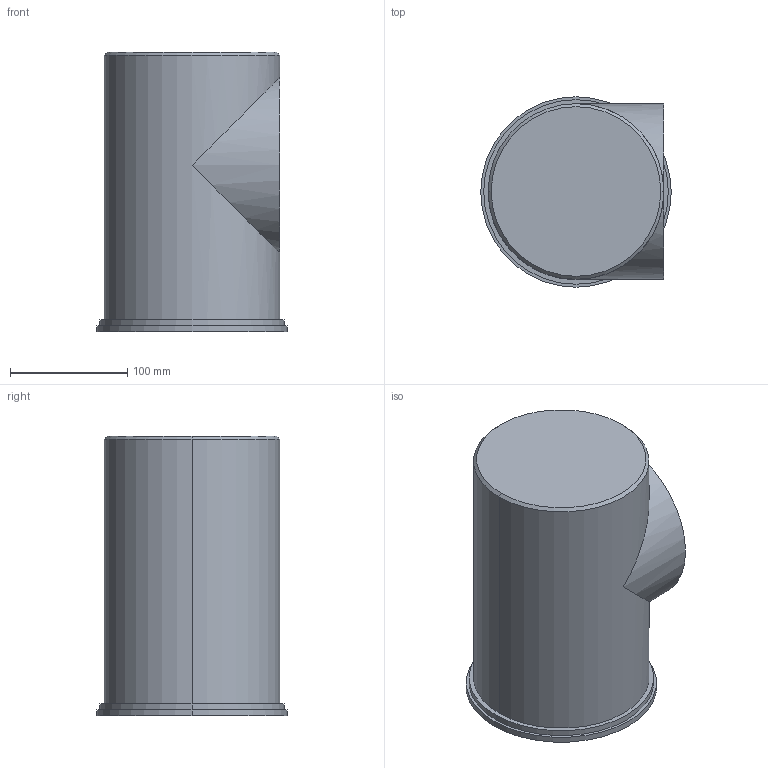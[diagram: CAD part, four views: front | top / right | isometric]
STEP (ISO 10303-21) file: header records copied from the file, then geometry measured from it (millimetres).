
FILE_DESCRIPTION (( 'STEP AP203' ), '1' );
FILE_NAME ('1_默认_sldprt.STEP', '2018-05-11T02:22:50', ( '' ), ( '' ), 'SwSTEP 2.0', 'SolidWorks 2015', '' );
FILE_SCHEMA (( 'CONFIG_CONTROL_DESIGN' ));
Length unit declared in the file: millimetre
Products named in the file (1): 1_默认_sldprt
Bounding box: 162.56 x 162.56 x 238.76 mm (x, y, z)
Volume: 4434837.4 mm3; surface area: 161532.3 mm2
Topology: 1 solids, 1 shells, 15 faces, 29 edges, 18 vertices
Faces by surface type: cylinder 8, plane 5, cone 2
Entity records: 464 total; most frequent: CARTESIAN_POINT 75, DIRECTION 73, ORIENTED_EDGE 58, AXIS2_PLACEMENT_3D 32, EDGE_CURVE 29, VERTEX_POINT 18, EDGE_LOOP 17, CIRCLE 16
